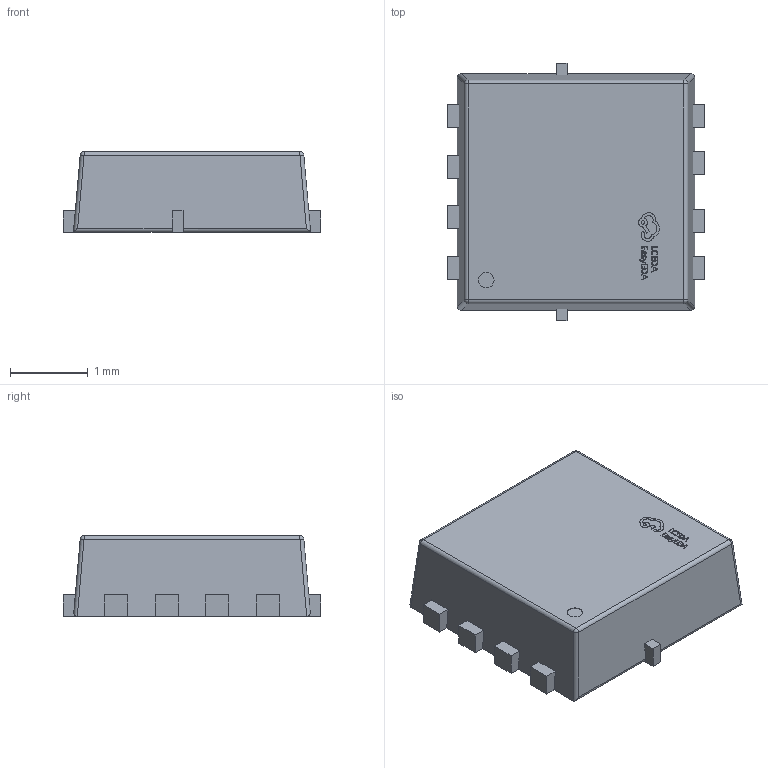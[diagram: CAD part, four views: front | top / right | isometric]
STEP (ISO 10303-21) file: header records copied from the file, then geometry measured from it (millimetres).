
FILE_DESCRIPTION (( 'STEP AP214' ), '1' );
FILE_NAME ('POWER-1212-8_L3.3-W3.3-P0.66-LS3.3-BL.step', '2022-07-09T03:54:37', ( '' ), ( '' ), 'SwSTEP 2.0', 'SolidWorks 2020', '' );
FILE_SCHEMA (( 'AUTOMOTIVE_DESIGN' ));
Length unit declared in the file: millimetre
Products named in the file (1): POWER-1212-8_L3.3-W3.3-P0.66-LS3.3-BL
Bounding box: 3.31 x 3.31 x 1.04 mm (x, y, z)
Volume: 9.2 mm3; surface area: 46.9 mm2
Topology: 7 solids, 7 shells, 365 faces, 981 edges, 650 vertices
Faces by surface type: plane 249, bspline 98, cylinder 14, sphere 4
Entity records: 14662 total; most frequent: CARTESIAN_POINT 3327, ORIENTED_EDGE 1962, DIRECTION 1329, EDGE_CURVE 981, LINE 753, VECTOR 753, VERTEX_POINT 650, EDGE_LOOP 385
